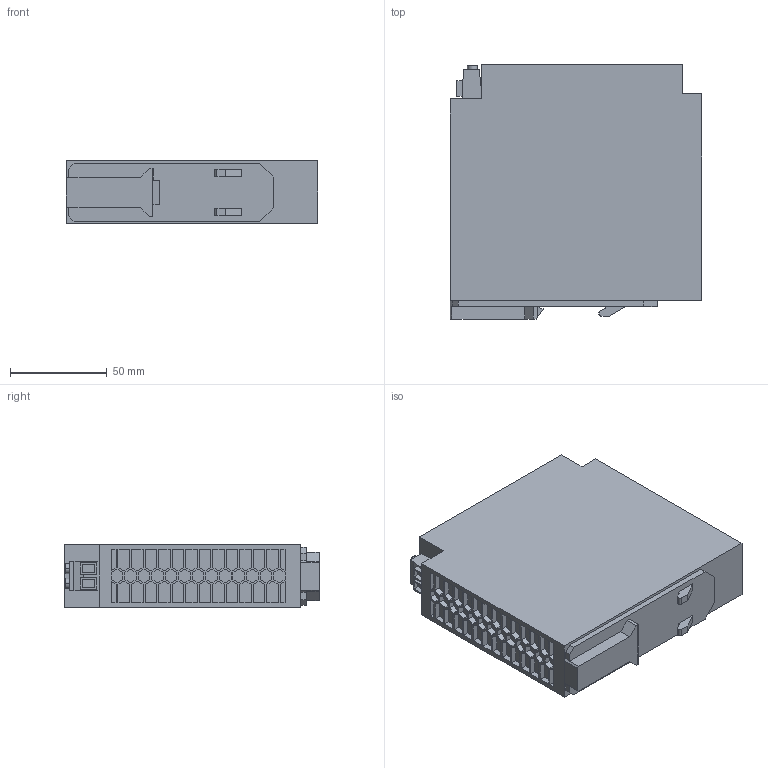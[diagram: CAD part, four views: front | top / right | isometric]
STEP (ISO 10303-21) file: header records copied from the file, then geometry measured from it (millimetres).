
FILE_DESCRIPTION(('SolidDesigner STEP Export'),'2;1');
FILE_NAME('2320131_QUINT_PS_12DC_24DC_5-select.stp','2012-08-27T13:19:41',(''),(''),'CoCreate Modeling STEP processor for AP214 (Solid Model)','CoCreate Modeling 16.00A 16-Aug-2008 (C) Parametric Technology GmbH','');
FILE_SCHEMA(('AUTOMOTIVE_DESIGN { 1 0 10303 214 1 1 1 1 }'));
Length unit declared in the file: millimetre
Products named in the file (2): 2320131_QUINT_PS_12DC_24DC_5-select
Assembly tree (1 placements, depth 2):
  2320131_QUINT_PS_12DC_24DC_5-select
    2320131_QUINT_PS_12DC_24DC_5-select
Bounding box: 130.1 x 131.6 x 32.5 mm (x, y, z)
Volume: 506286.3 mm3; surface area: 57185.3 mm2
Topology: 1 solids, 1 shells, 690 faces, 1747 edges, 1164 vertices
Faces by surface type: plane 654, cylinder 36
Entity records: 21550 total; most frequent: CARTESIAN_POINT 3515, ORIENTED_EDGE 3494, DIRECTION 3037, EDGE_CURVE 1747, VECTOR 1665, LINE 1665, VERTEX_POINT 1164, EDGE_LOOP 795
